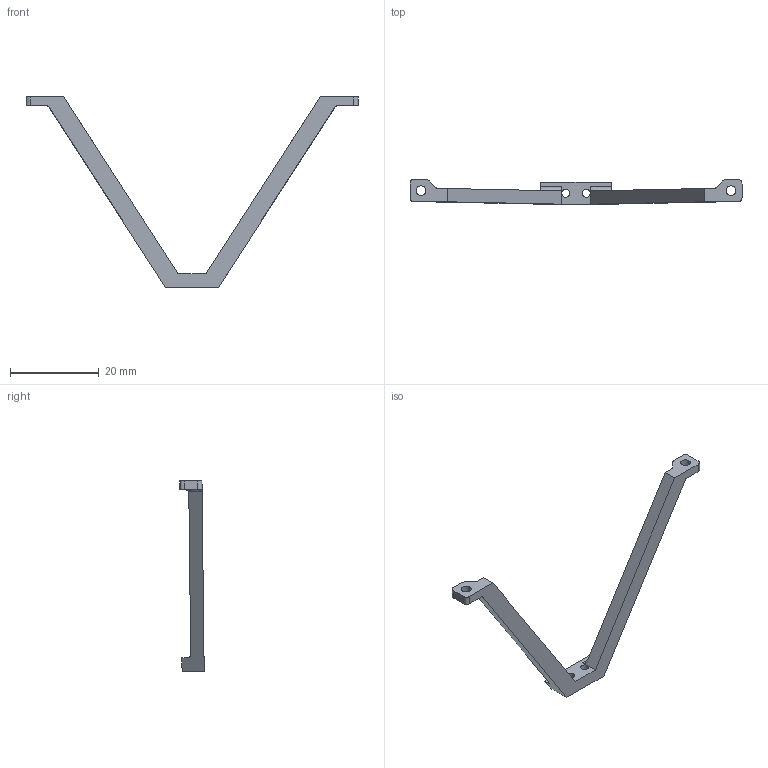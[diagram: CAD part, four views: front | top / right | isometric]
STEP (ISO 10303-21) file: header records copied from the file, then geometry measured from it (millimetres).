
FILE_DESCRIPTION (( 'STEP AP214' ), '1' );
FILE_NAME ('Magnet_Front.STEP', '2024-04-23T22:36:36', ( '' ), ( '' ), 'SwSTEP 2.0', 'SolidWorks 2024', '' );
FILE_SCHEMA (( 'AUTOMOTIVE_DESIGN' ));
Length unit declared in the file: millimetre
Products named in the file (1): Magnet_Front
Bounding box: 75 x 5.5 x 43 mm (x, y, z)
Volume: 1414.5 mm3; surface area: 1756.7 mm2
Topology: 1 solids, 1 shells, 42 faces, 130 edges, 88 vertices
Faces by surface type: plane 20, bspline 14, cylinder 8
Entity records: 2383 total; most frequent: CARTESIAN_POINT 1337, ORIENTED_EDGE 260, DIRECTION 140, EDGE_CURVE 130, VERTEX_POINT 88, B_SPLINE_CURVE_WITH_KNOTS 60, VECTOR 50, LINE 50
